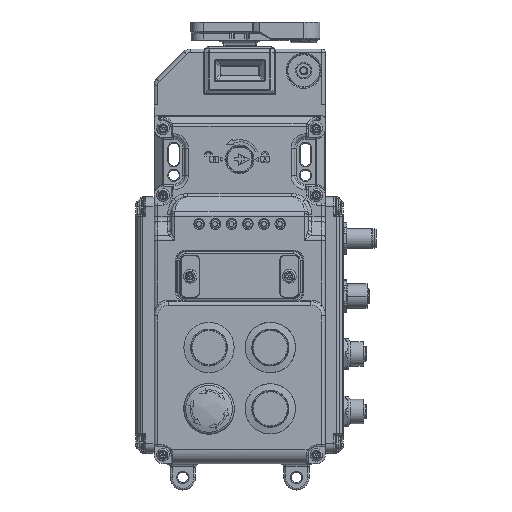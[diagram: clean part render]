
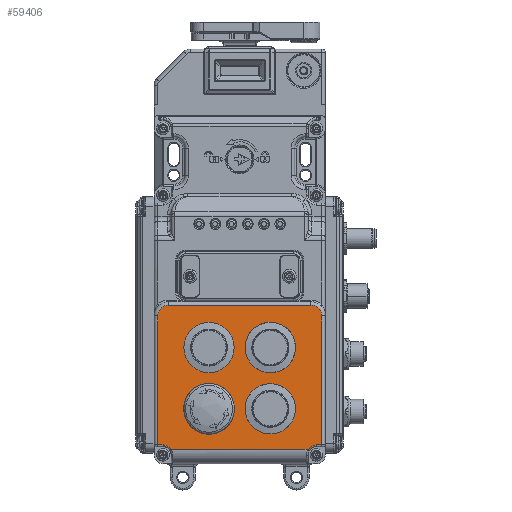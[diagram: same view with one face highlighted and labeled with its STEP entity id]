
A CAD part, front view. The second image highlights one B-rep face of the part: STEP entity #59406.
In plain terms, the highlighted face is planar.
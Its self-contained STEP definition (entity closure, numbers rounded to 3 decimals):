
#1561 = CIRCLE ( 'NONE', #17212, 5.5 ) ;
#3259 = CARTESIAN_POINT ( 'NONE',  ( -42.5, -94.927, 31. ) ) ;
#4764 = DIRECTION ( 'NONE',  ( -1., 0., 0. ) ) ;
#5784 = PLANE ( 'NONE',  #113886 ) ;
#6167 = CARTESIAN_POINT ( 'NONE',  ( -38., -97.427, 31. ) ) ;
#7157 = ORIENTED_EDGE ( 'NONE', *, *, #92407, .F. ) ;
#7997 = LINE ( 'NONE', #93884, #13950 ) ;
#8227 = CARTESIAN_POINT ( 'NONE',  ( -39.5, -17.427, 31. ) ) ;
#9046 = DIRECTION ( 'NONE',  ( 0., 0., -1. ) ) ;
#9334 = CARTESIAN_POINT ( 'NONE',  ( 45.5, -94.927, 31. ) ) ;
#9377 = DIRECTION ( 'NONE',  ( 1., 0., 0. ) ) ;
#12961 = DIRECTION ( 'NONE',  ( 0., 0., -1. ) ) ;
#13899 = CARTESIAN_POINT ( 'NONE',  ( 37.89, -97.427, 31. ) ) ;
#13950 = VECTOR ( 'NONE', #9377, 1000. ) ;
#17212 = AXIS2_PLACEMENT_3D ( 'NONE', #93412, #126221, #94109 ) ;
#18319 = VERTEX_POINT ( 'NONE', #103505 ) ;
#21716 = EDGE_CURVE ( 'NONE', #26523, #107305, #59259, .T. ) ;
#22102 = DIRECTION ( 'NONE',  ( -1., 0., 0. ) ) ;
#24556 = CARTESIAN_POINT ( 'NONE',  ( -37.89, -97.427, 31. ) ) ;
#25327 = CIRCLE ( 'NONE', #123409, 13.95 ) ;
#26517 = CARTESIAN_POINT ( 'NONE',  ( 42.5, -94.927, 31. ) ) ;
#26523 = VERTEX_POINT ( 'NONE', #13899 ) ;
#27196 = DIRECTION ( 'NONE',  ( -1., 0., 0. ) ) ;
#27420 = CARTESIAN_POINT ( 'NONE',  ( 17., -74.927, 31. ) ) ;
#28730 = EDGE_CURVE ( 'NONE', #126116, #29435, #88001, .T. ) ;
#29435 = VERTEX_POINT ( 'NONE', #66630 ) ;
#29851 = CARTESIAN_POINT ( 'NONE',  ( -42.5, -100.427, 31. ) ) ;
#30015 = VERTEX_POINT ( 'NONE', #8227 ) ;
#31176 = CARTESIAN_POINT ( 'NONE',  ( -45.5, -23.427, 31. ) ) ;
#33592 = CARTESIAN_POINT ( 'NONE',  ( 3.05, -74.927, 31. ) ) ;
#36184 = CARTESIAN_POINT ( 'NONE',  ( 42.5, -94.927, 31. ) ) ;
#36535 = FACE_BOUND ( 'NONE', #98088, .T. ) ;
#39504 = ORIENTED_EDGE ( 'NONE', *, *, #69520, .T. ) ;
#42794 = CARTESIAN_POINT ( 'NONE',  ( 45.5, -94.927, 31. ) ) ;
#43029 = DIRECTION ( 'NONE',  ( 0., 1., 0. ) ) ;
#49422 = ORIENTED_EDGE ( 'NONE', *, *, #114956, .F. ) ;
#53622 = VECTOR ( 'NONE', #91384, 1000. ) ;
#54633 = LINE ( 'NONE', #42794, #73050 ) ;
#55936 = CARTESIAN_POINT ( 'NONE',  ( 3.05, -40.927, 31. ) ) ;
#56599 = EDGE_CURVE ( 'NONE', #18319, #18319, #117760, .T. ) ;
#57325 = EDGE_LOOP ( 'NONE', ( #94920, #7157, #130340, #111300, #96845, #49422, #96057, #97366, #74134, #106142 ) ) ;
#58176 = FACE_OUTER_BOUND ( 'NONE', #57325, .T. ) ;
#59259 = LINE ( 'NONE', #6167, #53622 ) ;
#59406 = ADVANCED_FACE ( 'NONE', ( #100123, #36535, #123098, #112632, #58176 ), #5784, .T. ) ;
#60412 = CARTESIAN_POINT ( 'NONE',  ( -45.5, -23.427, 31. ) ) ;
#60617 = CARTESIAN_POINT ( 'NONE',  ( -17., -74.927, 31. ) ) ;
#61231 = LINE ( 'NONE', #31176, #121248 ) ;
#63602 = CARTESIAN_POINT ( 'NONE',  ( 17., -40.927, 31. ) ) ;
#66079 = AXIS2_PLACEMENT_3D ( 'NONE', #29851, #72457, #22102 ) ;
#66389 = DIRECTION ( 'NONE',  ( -1., 0., 0. ) ) ;
#66630 = CARTESIAN_POINT ( 'NONE',  ( -45.5, -94.927, 31. ) ) ;
#66947 = EDGE_CURVE ( 'NONE', #109000, #109000, #25327, .T. ) ;
#67609 = VERTEX_POINT ( 'NONE', #60412 ) ;
#69520 = EDGE_CURVE ( 'NONE', #87380, #87380, #110341, .T. ) ;
#70035 = DIRECTION ( 'NONE',  ( -1., 0., 0. ) ) ;
#70409 = LINE ( 'NONE', #36184, #129223 ) ;
#72457 = DIRECTION ( 'NONE',  ( 0., 0., 1. ) ) ;
#73050 = VECTOR ( 'NONE', #85397, 1000. ) ;
#73305 = DIRECTION ( 'NONE',  ( -1., 0., 0. ) ) ;
#73812 = DIRECTION ( 'NONE',  ( -1., 0., 0. ) ) ;
#74134 = ORIENTED_EDGE ( 'NONE', *, *, #103459, .F. ) ;
#74524 = AXIS2_PLACEMENT_3D ( 'NONE', #97158, #76866, #66389 ) ;
#75506 = ORIENTED_EDGE ( 'NONE', *, *, #56599, .T. ) ;
#76554 = CIRCLE ( 'NONE', #116718, 13.95 ) ;
#76866 = DIRECTION ( 'NONE',  ( 0., 0., -1. ) ) ;
#80273 = CARTESIAN_POINT ( 'NONE',  ( -47.5, -94.927, 31. ) ) ;
#80538 = DIRECTION ( 'NONE',  ( 1., 0., 0. ) ) ;
#81560 = EDGE_CURVE ( 'NONE', #109697, #109697, #76554, .T. ) ;
#83894 = EDGE_CURVE ( 'NONE', #99626, #105240, #93641, .T. ) ;
#83945 = CIRCLE ( 'NONE', #66079, 5.5 ) ;
#84324 = AXIS2_PLACEMENT_3D ( 'NONE', #60617, #123453, #4764 ) ;
#85397 = DIRECTION ( 'NONE',  ( 0., -1., 0. ) ) ;
#87380 = VERTEX_POINT ( 'NONE', #120143 ) ;
#87883 = VERTEX_POINT ( 'NONE', #26517 ) ;
#88001 = LINE ( 'NONE', #80273, #119607 ) ;
#89645 = CARTESIAN_POINT ( 'NONE',  ( -39.5, -23.427, 31. ) ) ;
#90779 = EDGE_LOOP ( 'NONE', ( #39504 ) ) ;
#91384 = DIRECTION ( 'NONE',  ( -1., 0., 0. ) ) ;
#92407 = EDGE_CURVE ( 'NONE', #107305, #126116, #83945, .T. ) ;
#93363 = EDGE_CURVE ( 'NONE', #87883, #26523, #1561, .T. ) ;
#93412 = CARTESIAN_POINT ( 'NONE',  ( 42.5, -100.427, 31. ) ) ;
#93641 = CIRCLE ( 'NONE', #127027, 6. ) ;
#93884 = CARTESIAN_POINT ( 'NONE',  ( -39.5, -17.427, 31. ) ) ;
#94109 = DIRECTION ( 'NONE',  ( -1., 0., 0. ) ) ;
#94548 = EDGE_LOOP ( 'NONE', ( #75506 ) ) ;
#94920 = ORIENTED_EDGE ( 'NONE', *, *, #28730, .F. ) ;
#96057 = ORIENTED_EDGE ( 'NONE', *, *, #83894, .F. ) ;
#96845 = ORIENTED_EDGE ( 'NONE', *, *, #97818, .F. ) ;
#97158 = CARTESIAN_POINT ( 'NONE',  ( -39.5, -23.427, 31. ) ) ;
#97366 = ORIENTED_EDGE ( 'NONE', *, *, #121063, .F. ) ;
#97818 = EDGE_CURVE ( 'NONE', #127605, #87883, #70409, .T. ) ;
#98088 = EDGE_LOOP ( 'NONE', ( #134126 ) ) ;
#99626 = VERTEX_POINT ( 'NONE', #120999 ) ;
#100123 = FACE_BOUND ( 'NONE', #90779, .T. ) ;
#101756 = EDGE_CURVE ( 'NONE', #29435, #67609, #61231, .T. ) ;
#103459 = EDGE_CURVE ( 'NONE', #67609, #30015, #123626, .T. ) ;
#103505 = CARTESIAN_POINT ( 'NONE',  ( -31., -74.927, 31. ) ) ;
#103672 = AXIS2_PLACEMENT_3D ( 'NONE', #108638, #107286, #73812 ) ;
#104814 = DIRECTION ( 'NONE',  ( -1., 0., 0. ) ) ;
#105240 = VERTEX_POINT ( 'NONE', #109762 ) ;
#106142 = ORIENTED_EDGE ( 'NONE', *, *, #101756, .F. ) ;
#107286 = DIRECTION ( 'NONE',  ( 0., 0., -1. ) ) ;
#107305 = VERTEX_POINT ( 'NONE', #24556 ) ;
#108638 = CARTESIAN_POINT ( 'NONE',  ( -17., -40.927, 31. ) ) ;
#109000 = VERTEX_POINT ( 'NONE', #55936 ) ;
#109697 = VERTEX_POINT ( 'NONE', #33592 ) ;
#109762 = CARTESIAN_POINT ( 'NONE',  ( 45.5, -23.427, 31. ) ) ;
#110341 = CIRCLE ( 'NONE', #103672, 13.95 ) ;
#111300 = ORIENTED_EDGE ( 'NONE', *, *, #93363, .F. ) ;
#112632 = FACE_BOUND ( 'NONE', #94548, .T. ) ;
#112757 = EDGE_LOOP ( 'NONE', ( #122003 ) ) ;
#112976 = DIRECTION ( 'NONE',  ( -1., 0., 0. ) ) ;
#113886 = AXIS2_PLACEMENT_3D ( 'NONE', #89645, #133542, #80538 ) ;
#114956 = EDGE_CURVE ( 'NONE', #105240, #127605, #54633, .T. ) ;
#115191 = CARTESIAN_POINT ( 'NONE',  ( 39.5, -23.427, 31. ) ) ;
#116718 = AXIS2_PLACEMENT_3D ( 'NONE', #27420, #12961, #70035 ) ;
#117760 = CIRCLE ( 'NONE', #84324, 14. ) ;
#119607 = VECTOR ( 'NONE', #27196, 1000. ) ;
#120143 = CARTESIAN_POINT ( 'NONE',  ( -30.95, -40.927, 31. ) ) ;
#120999 = CARTESIAN_POINT ( 'NONE',  ( 39.5, -17.427, 31. ) ) ;
#121063 = EDGE_CURVE ( 'NONE', #30015, #99626, #7997, .T. ) ;
#121248 = VECTOR ( 'NONE', #43029, 1000. ) ;
#122003 = ORIENTED_EDGE ( 'NONE', *, *, #66947, .T. ) ;
#123098 = FACE_BOUND ( 'NONE', #112757, .T. ) ;
#123409 = AXIS2_PLACEMENT_3D ( 'NONE', #63602, #125073, #104814 ) ;
#123453 = DIRECTION ( 'NONE',  ( 0., 0., -1. ) ) ;
#123626 = CIRCLE ( 'NONE', #74524, 6. ) ;
#125073 = DIRECTION ( 'NONE',  ( 0., 0., -1. ) ) ;
#126116 = VERTEX_POINT ( 'NONE', #3259 ) ;
#126221 = DIRECTION ( 'NONE',  ( 0., 0., 1. ) ) ;
#127027 = AXIS2_PLACEMENT_3D ( 'NONE', #115191, #9046, #73305 ) ;
#127605 = VERTEX_POINT ( 'NONE', #9334 ) ;
#129223 = VECTOR ( 'NONE', #112976, 1000. ) ;
#130340 = ORIENTED_EDGE ( 'NONE', *, *, #21716, .F. ) ;
#133542 = DIRECTION ( 'NONE',  ( 0., 0., 1. ) ) ;
#134126 = ORIENTED_EDGE ( 'NONE', *, *, #81560, .T. ) ;
